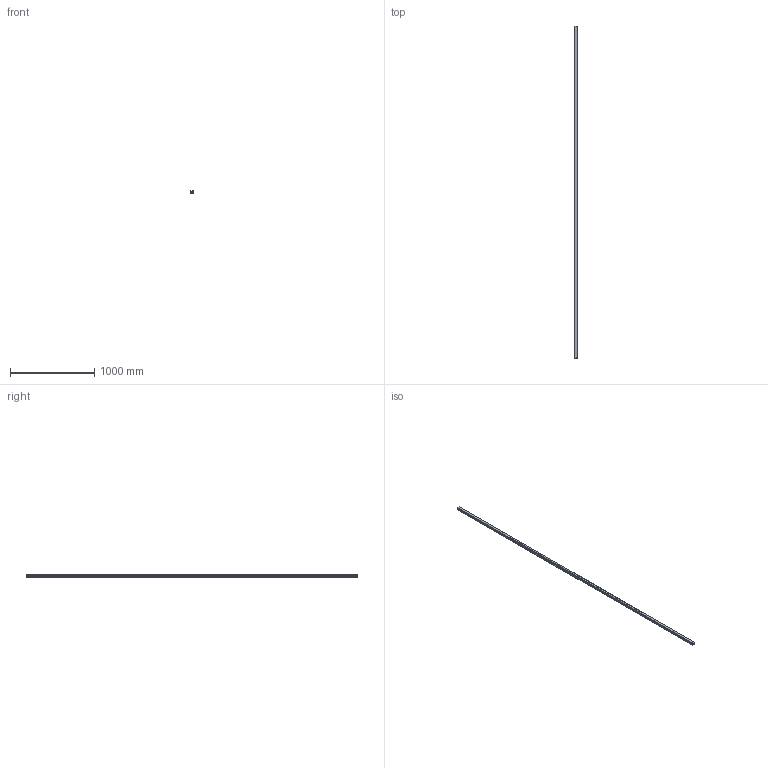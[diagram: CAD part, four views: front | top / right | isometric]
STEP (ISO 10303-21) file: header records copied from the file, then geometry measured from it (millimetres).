
FILE_DESCRIPTION(('STEP AP214'),'1');
FILE_NAME('cctmp_4533E476-4DD2-44FA-9BB6-BAEF1B6CC6F8_2021_01_27_11_15_07_0848..stp','2021-01-27T10:15:08',('HIWIN GmbH'),('CADClick - www.CADClick.com'),'Spatial InterOp 3D',' ','unknown authorization');
FILE_SCHEMA(('AUTOMOTIVE_DESIGN'));
Length unit declared in the file: millimetre
Products named in the file (1): HGR35T3950C_FILE
Bounding box: 34 x 3950 x 29 mm (x, y, z)
Volume: 3331307.6 mm3; surface area: 534742.8 mm2
Topology: 1 solids, 1 shells, 315 faces, 827 edges, 468 vertices
Faces by surface type: cylinder 122, cone 100, plane 93
Entity records: 11449 total; most frequent: DIRECTION 1603, CARTESIAN_POINT 1511, ORIENTED_EDGE 1454, EDGE_CURVE 727, AXIS2_PLACEMENT_3D 560, LINE 483, VECTOR 483, VERTEX_POINT 468
